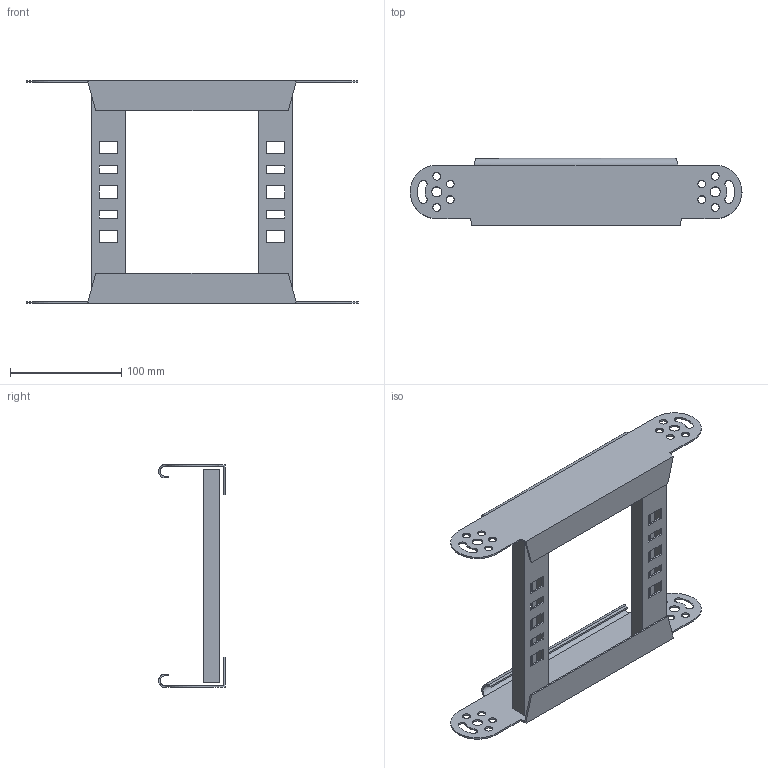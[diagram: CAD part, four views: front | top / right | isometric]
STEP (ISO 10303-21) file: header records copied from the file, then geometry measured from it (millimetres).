
FILE_DESCRIPTION (( 'STEP AP214' ), '1' );
FILE_NAME ('6225470.stp', '2017-03-24T10:11:32', ( '' ), ( '' ), 'SwSTEP 2.0', 'SolidWorks 2016', '' );
FILE_SCHEMA (( 'AUTOMOTIVE_DESIGN' ));
Length unit declared in the file: millimetre
Products named in the file (3): 6225470; 079986_L=0192; 086523_Standard
Assembly tree (4 placements, depth 2):
  6225470
    086523_Standard  x2
    079986_L=0192  x2
Bounding box: 298 x 60 x 200 mm (x, y, z)
Volume: 103094.6 mm3; surface area: 142984.4 mm2
Topology: 4 solids, 4 shells, 186 faces, 518 edges, 340 vertices
Faces by surface type: plane 104, cylinder 74, bspline 8
Entity records: 4573 total; most frequent: CARTESIAN_POINT 944, ORIENTED_EDGE 518, DIRECTION 508, EDGE_CURVE 259, LINE 176, VECTOR 176, VERTEX_POINT 170, AXIS2_PLACEMENT_3D 166
